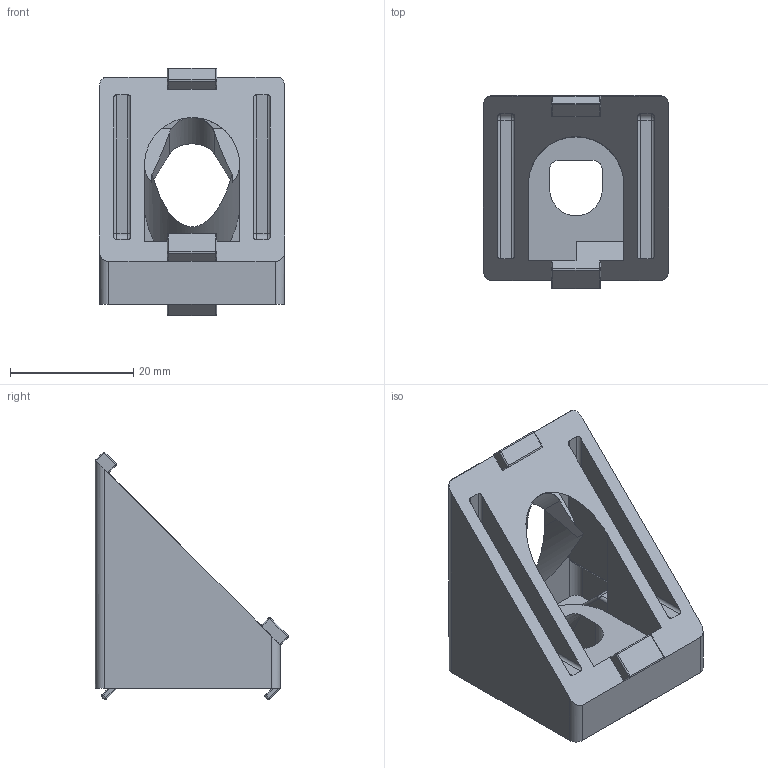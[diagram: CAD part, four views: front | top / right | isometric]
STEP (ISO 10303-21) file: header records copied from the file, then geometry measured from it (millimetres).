
FILE_DESCRIPTION((''),'2;1');
FILE_NAME('AR3633.stp','2022-01-19T12:19:29',('arma01'),(''),'Autodesk Inventor 2013','Autodesk Inventor 2013','');
FILE_SCHEMA(('AUTOMOTIVE_DESIGN { 1 0 10303 214 1 1 1 1 }'));
Length unit declared in the file: millimetre
Products named in the file (1): AR3633
Bounding box: 30 x 31.33 x 40.19 mm (x, y, z)
Volume: 11525.2 mm3; surface area: 7383.1 mm2
Topology: 1 solids, 1 shells, 156 faces, 376 edges, 226 vertices
Faces by surface type: cylinder 66, plane 60, bspline 19, sphere 8, torus 3
Entity records: 5506 total; most frequent: CARTESIAN_POINT 1809, DIRECTION 806, ORIENTED_EDGE 752, EDGE_CURVE 376, AXIS2_PLACEMENT_3D 298, VERTEX_POINT 226, VECTOR 210, LINE 210
